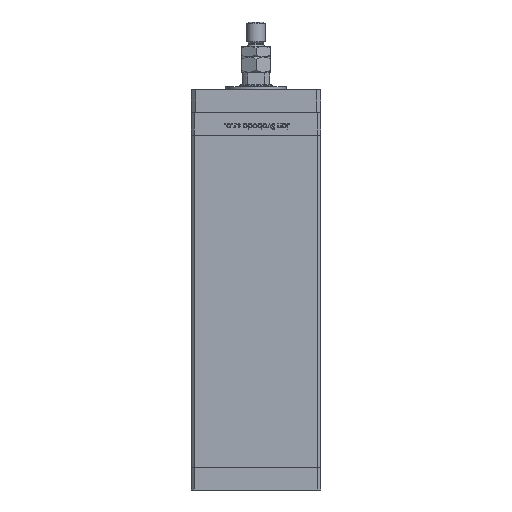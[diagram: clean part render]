
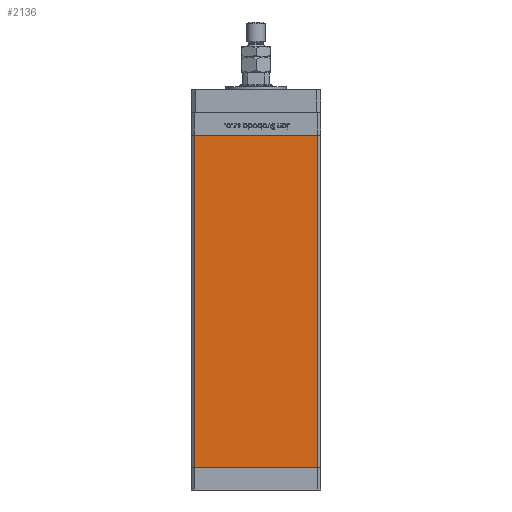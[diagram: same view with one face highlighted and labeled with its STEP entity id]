
A CAD part, front view. The second image highlights one B-rep face of the part: STEP entity #2136.
In plain terms, the highlighted planar face has unit normal (0, -1, 0).
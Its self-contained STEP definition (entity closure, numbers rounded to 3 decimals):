
#505 = CARTESIAN_POINT ( 'NONE',  ( 40.5, -37.5, 0. ) ) ;
#2104 = VERTEX_POINT ( 'NONE', #45072 ) ;
#2136 = ADVANCED_FACE ( 'NONE', ( #53733 ), #32529, .F. ) ;
#3353 = EDGE_CURVE ( 'NONE', #16313, #34063, #55203, .T. ) ;
#3495 = VECTOR ( 'NONE', #34569, 1000. ) ;
#5054 = LINE ( 'NONE', #38815, #38596 ) ;
#5189 = DIRECTION ( 'NONE',  ( 1., 0., 0. ) ) ;
#5745 = DIRECTION ( 'NONE',  ( 0., 0., 1. ) ) ;
#7123 = AXIS2_PLACEMENT_3D ( 'NONE', #9947, #26968, #5745 ) ;
#9947 = CARTESIAN_POINT ( 'NONE',  ( -40.5, -37.5, 218.5 ) ) ;
#12227 = ORIENTED_EDGE ( 'NONE', *, *, #3353, .T. ) ;
#14402 = LINE ( 'NONE', #22767, #33879 ) ;
#15779 = EDGE_LOOP ( 'NONE', ( #12227, #29110, #33966, #27239 ) ) ;
#16313 = VERTEX_POINT ( 'NONE', #30033 ) ;
#17562 = CARTESIAN_POINT ( 'NONE',  ( -40.5, -37.5, 0. ) ) ;
#20448 = LINE ( 'NONE', #37441, #40913 ) ;
#21035 = EDGE_CURVE ( 'NONE', #2104, #16313, #20448, .T. ) ;
#22767 = CARTESIAN_POINT ( 'NONE',  ( -40.5, -37.5, 218.5 ) ) ;
#26462 = CARTESIAN_POINT ( 'NONE',  ( 40.5, -37.5, 218.5 ) ) ;
#26968 = DIRECTION ( 'NONE',  ( 0., 1., 0. ) ) ;
#27239 = ORIENTED_EDGE ( 'NONE', *, *, #21035, .T. ) ;
#29110 = ORIENTED_EDGE ( 'NONE', *, *, #36663, .F. ) ;
#29631 = DIRECTION ( 'NONE',  ( 0., 0., -1. ) ) ;
#30033 = CARTESIAN_POINT ( 'NONE',  ( -40.5, -37.5, 0. ) ) ;
#32529 = PLANE ( 'NONE',  #7123 ) ;
#33879 = VECTOR ( 'NONE', #5189, 1000. ) ;
#33966 = ORIENTED_EDGE ( 'NONE', *, *, #47375, .F. ) ;
#34063 = VERTEX_POINT ( 'NONE', #505 ) ;
#34569 = DIRECTION ( 'NONE',  ( 1., 0., 0. ) ) ;
#36663 = EDGE_CURVE ( 'NONE', #49412, #34063, #5054, .T. ) ;
#37441 = CARTESIAN_POINT ( 'NONE',  ( -40.5, -37.5, 218.5 ) ) ;
#38596 = VECTOR ( 'NONE', #29631, 1000. ) ;
#38815 = CARTESIAN_POINT ( 'NONE',  ( 40.5, -37.5, 218.5 ) ) ;
#40913 = VECTOR ( 'NONE', #46619, 1000. ) ;
#45072 = CARTESIAN_POINT ( 'NONE',  ( -40.5, -37.5, 218.5 ) ) ;
#46619 = DIRECTION ( 'NONE',  ( 0., 0., -1. ) ) ;
#47375 = EDGE_CURVE ( 'NONE', #2104, #49412, #14402, .T. ) ;
#49412 = VERTEX_POINT ( 'NONE', #26462 ) ;
#53733 = FACE_OUTER_BOUND ( 'NONE', #15779, .T. ) ;
#55203 = LINE ( 'NONE', #17562, #3495 ) ;
